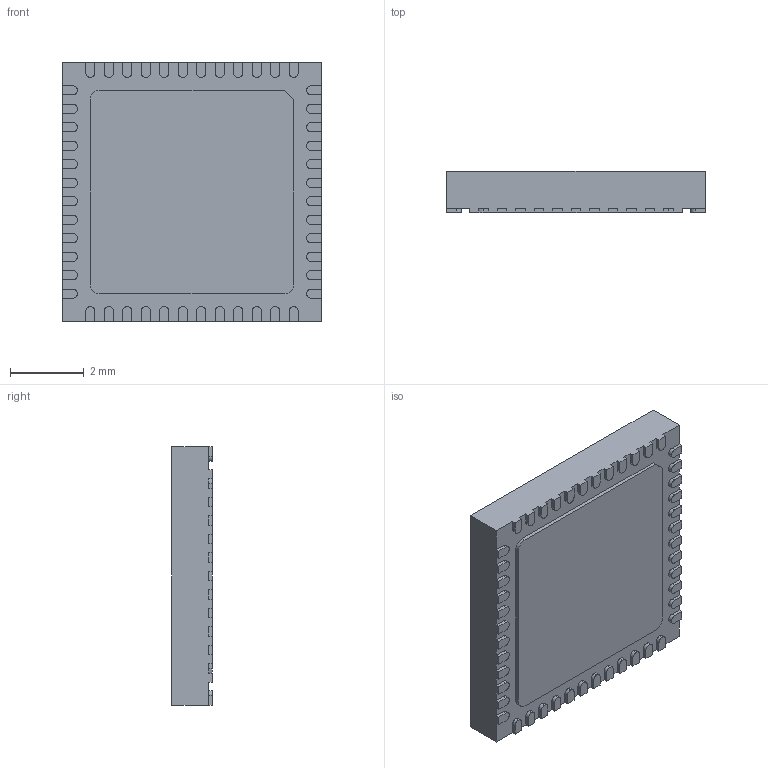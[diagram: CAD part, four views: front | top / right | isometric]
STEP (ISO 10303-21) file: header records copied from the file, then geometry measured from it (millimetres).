
FILE_DESCRIPTION (( 'STEP AP214' ), '1' );
FILE_NAME ('User Library-QFN_48.STEP', '2020-05-21T01:56:52', ( '' ), ( '' ), 'SwSTEP 2.0', 'SolidWorks 2019', '' );
FILE_SCHEMA (( 'AUTOMOTIVE_DESIGN' ));
Length unit declared in the file: millimetre
Products named in the file (1): User Library-QFN_48
Bounding box: 7 x 1.1 x 7 mm (x, y, z)
Volume: 52.4 mm3; surface area: 134 mm2
Topology: 1 solids, 1 shells, 222 faces, 654 edges, 436 vertices
Faces by surface type: plane 157, cylinder 65
Entity records: 7479 total; most frequent: CARTESIAN_POINT 1313, ORIENTED_EDGE 1308, DIRECTION 1230, EDGE_CURVE 654, VECTOR 524, LINE 524, VERTEX_POINT 436, AXIS2_PLACEMENT_3D 353
